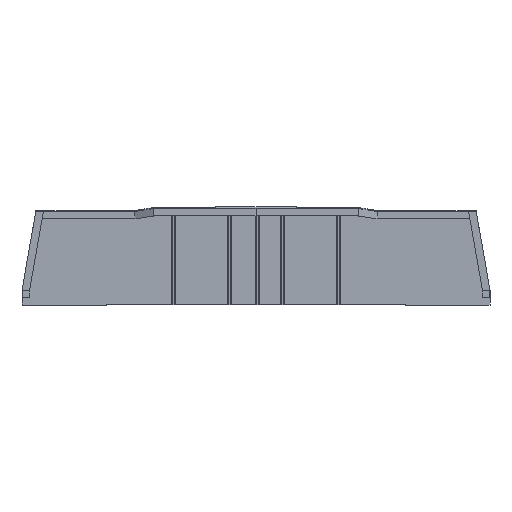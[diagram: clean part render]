
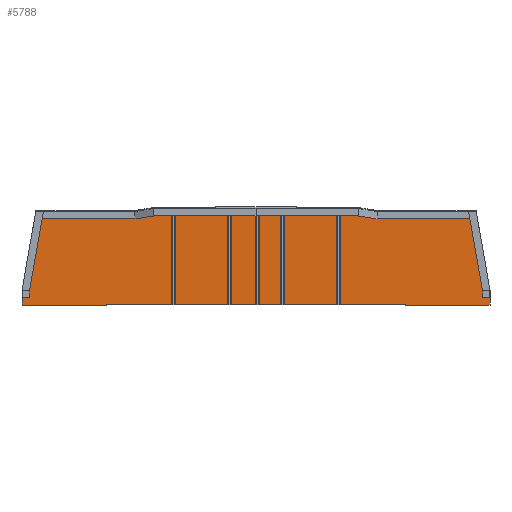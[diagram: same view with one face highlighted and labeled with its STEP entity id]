
A CAD part, top view. The second image highlights one B-rep face of the part: STEP entity #5788.
In plain terms, the highlighted planar face has unit normal (0, 0, 1).
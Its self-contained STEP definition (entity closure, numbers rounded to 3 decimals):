
#26 = LINE ( 'NONE', #503, #4970 ) ;
#35 = DIRECTION ( 'NONE',  ( -1., 0., 0. ) ) ;
#220 = CARTESIAN_POINT ( 'NONE',  ( -1253., 653., -3832. ) ) ;
#351 = DIRECTION ( 'NONE',  ( 0., 1., 0. ) ) ;
#404 = EDGE_CURVE ( 'NONE', #5541, #3478, #6115, .T. ) ;
#503 = CARTESIAN_POINT ( 'NONE',  ( 1253., 733., -3832. ) ) ;
#696 = EDGE_CURVE ( 'NONE', #3534, #9272, #8830, .T. ) ;
#720 = VECTOR ( 'NONE', #351, 1000. ) ;
#722 = DIRECTION ( 'NONE',  ( 0., -1., 0. ) ) ;
#1046 = EDGE_CURVE ( 'NONE', #8093, #11598, #10116, .T. ) ;
#1053 = DIRECTION ( 'NONE',  ( -0.173, -0.985, 0. ) ) ;
#1351 = ORIENTED_EDGE ( 'NONE', *, *, #1046, .T. ) ;
#1466 = VECTOR ( 'NONE', #5999, 1000. ) ;
#1543 = CARTESIAN_POINT ( 'NONE',  ( 1181., 1143., -3832. ) ) ;
#1798 = DIRECTION ( 'NONE',  ( 0., 1., 0. ) ) ;
#1965 = CARTESIAN_POINT ( 'NONE',  ( -1181., 1143., -3832. ) ) ;
#2041 = CARTESIAN_POINT ( 'NONE',  ( -1253., 733., -3832. ) ) ;
#2107 = ORIENTED_EDGE ( 'NONE', *, *, #11543, .T. ) ;
#2674 = CARTESIAN_POINT ( 'NONE',  ( 1181., 1143., -3832. ) ) ;
#2687 = CARTESIAN_POINT ( 'NONE',  ( -800., 654., -3832. ) ) ;
#2895 = VECTOR ( 'NONE', #722, 1000. ) ;
#2988 = EDGE_CURVE ( 'NONE', #3478, #11107, #3190, .T. ) ;
#3026 = VECTOR ( 'NONE', #4602, 1000. ) ;
#3117 = CARTESIAN_POINT ( 'NONE',  ( -800., 653., -3832. ) ) ;
#3190 = LINE ( 'NONE', #5620, #720 ) ;
#3478 = VERTEX_POINT ( 'NONE', #4712 ) ;
#3486 = LINE ( 'NONE', #10912, #2895 ) ;
#3534 = VERTEX_POINT ( 'NONE', #1965 ) ;
#3589 = AXIS2_PLACEMENT_3D ( 'NONE', #9731, #4847, #35 ) ;
#3723 = ORIENTED_EDGE ( 'NONE', *, *, #5053, .T. ) ;
#3755 = EDGE_LOOP ( 'NONE', ( #6183, #11894, #6223, #2107, #5381, #3723, #8549, #11845, #1351, #4891 ) ) ;
#3758 = VECTOR ( 'NONE', #8024, 1000. ) ;
#4602 = DIRECTION ( 'NONE',  ( 1., 0., 0. ) ) ;
#4712 = CARTESIAN_POINT ( 'NONE',  ( 1253., 653., -3832. ) ) ;
#4847 = DIRECTION ( 'NONE',  ( 0., 0., -1. ) ) ;
#4891 = ORIENTED_EDGE ( 'NONE', *, *, #8040, .T. ) ;
#4970 = VECTOR ( 'NONE', #9743, 1000. ) ;
#5053 = EDGE_CURVE ( 'NONE', #9272, #5062, #6692, .T. ) ;
#5062 = VERTEX_POINT ( 'NONE', #7122 ) ;
#5381 = ORIENTED_EDGE ( 'NONE', *, *, #696, .T. ) ;
#5384 = FACE_OUTER_BOUND ( 'NONE', #3755, .T. ) ;
#5511 = CARTESIAN_POINT ( 'NONE',  ( 1253., 733., -3832. ) ) ;
#5531 = VERTEX_POINT ( 'NONE', #2674 ) ;
#5541 = VERTEX_POINT ( 'NONE', #6747 ) ;
#5620 = CARTESIAN_POINT ( 'NONE',  ( 1253., 653., -3832. ) ) ;
#5621 = LINE ( 'NONE', #10156, #10518 ) ;
#5703 = CARTESIAN_POINT ( 'NONE',  ( 1253., 653., -3832. ) ) ;
#5788 = ADVANCED_FACE ( 'NONE', ( #5384 ), #9971, .F. ) ;
#5999 = DIRECTION ( 'NONE',  ( 1., 0., 0. ) ) ;
#6038 = CARTESIAN_POINT ( 'NONE',  ( -1253., 733., -3832. ) ) ;
#6115 = LINE ( 'NONE', #5703, #1466 ) ;
#6183 = ORIENTED_EDGE ( 'NONE', *, *, #404, .T. ) ;
#6223 = ORIENTED_EDGE ( 'NONE', *, *, #7880, .T. ) ;
#6385 = VECTOR ( 'NONE', #1053, 1000. ) ;
#6559 = VERTEX_POINT ( 'NONE', #3117 ) ;
#6692 = LINE ( 'NONE', #9769, #8546 ) ;
#6747 = CARTESIAN_POINT ( 'NONE',  ( 800., 653., -3832. ) ) ;
#6970 = VECTOR ( 'NONE', #8544, 1000. ) ;
#7044 = EDGE_CURVE ( 'NONE', #6559, #8093, #5621, .T. ) ;
#7122 = CARTESIAN_POINT ( 'NONE',  ( -1253., 653., -3832. ) ) ;
#7233 = LINE ( 'NONE', #220, #6970 ) ;
#7578 = DIRECTION ( 'NONE',  ( 0., -1., 0. ) ) ;
#7880 = EDGE_CURVE ( 'NONE', #11107, #5531, #26, .T. ) ;
#8024 = DIRECTION ( 'NONE',  ( -1., 0., 0. ) ) ;
#8040 = EDGE_CURVE ( 'NONE', #11598, #5541, #3486, .T. ) ;
#8093 = VERTEX_POINT ( 'NONE', #2687 ) ;
#8369 = LINE ( 'NONE', #1543, #3758 ) ;
#8544 = DIRECTION ( 'NONE',  ( 1., 0., 0. ) ) ;
#8546 = VECTOR ( 'NONE', #7578, 1000. ) ;
#8549 = ORIENTED_EDGE ( 'NONE', *, *, #11287, .T. ) ;
#8830 = LINE ( 'NONE', #2041, #6385 ) ;
#9076 = CARTESIAN_POINT ( 'NONE',  ( 800., 654., -3832. ) ) ;
#9272 = VERTEX_POINT ( 'NONE', #6038 ) ;
#9731 = CARTESIAN_POINT ( 'NONE',  ( 0., 0., -3832. ) ) ;
#9743 = DIRECTION ( 'NONE',  ( -0.173, 0.985, 0. ) ) ;
#9769 = CARTESIAN_POINT ( 'NONE',  ( -1253., 653., -3832. ) ) ;
#9910 = CARTESIAN_POINT ( 'NONE',  ( 800., 654., -3832. ) ) ;
#9971 = PLANE ( 'NONE',  #3589 ) ;
#10116 = LINE ( 'NONE', #9076, #3026 ) ;
#10156 = CARTESIAN_POINT ( 'NONE',  ( -800., 653., -3832. ) ) ;
#10518 = VECTOR ( 'NONE', #1798, 1000. ) ;
#10912 = CARTESIAN_POINT ( 'NONE',  ( 800., 653., -3832. ) ) ;
#11107 = VERTEX_POINT ( 'NONE', #5511 ) ;
#11287 = EDGE_CURVE ( 'NONE', #5062, #6559, #7233, .T. ) ;
#11543 = EDGE_CURVE ( 'NONE', #5531, #3534, #8369, .T. ) ;
#11598 = VERTEX_POINT ( 'NONE', #9910 ) ;
#11845 = ORIENTED_EDGE ( 'NONE', *, *, #7044, .T. ) ;
#11894 = ORIENTED_EDGE ( 'NONE', *, *, #2988, .T. ) ;
